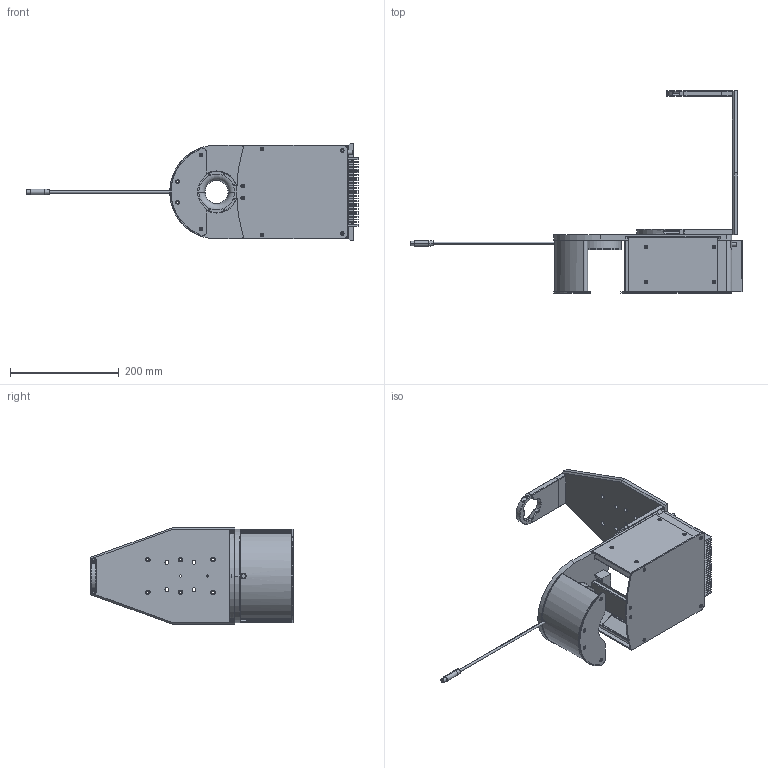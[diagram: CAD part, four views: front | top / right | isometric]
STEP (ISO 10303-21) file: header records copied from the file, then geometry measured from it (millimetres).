
FILE_DESCRIPTION (( 'STEP AP203' ), '1' );
FILE_NAME ('DP30033_TCCAGE2MHR096HP-C.step', '2020-06-26T10:17:40', ( '' ), ( '' ), 'SwSTEP 2.0', 'SolidWorks 2020', '' );
FILE_SCHEMA (( 'CONFIG_CONTROL_DESIGN' ));
Length unit declared in the file: millimetre
Products named in the file (1): DP30033_TCCAGE2MHR096HP-C
Bounding box: 611.73 x 372.5 x 179 mm (x, y, z)
Surface area: 597055.1 mm2 (no closed solid volume)
Topology: 0 solids, 112 shells, 765 faces, 2829 edges, 2156 vertices
Faces by surface type: plane 414, cylinder 260, torus 52, cone 39
Entity records: 30799 total; most frequent: CARTESIAN_POINT 6180, DIRECTION 5335, ORIENTED_EDGE 4196, EDGE_CURVE 2821, VERTEX_POINT 2156, AXIS2_PLACEMENT_3D 1804, LINE 1727, VECTOR 1727
